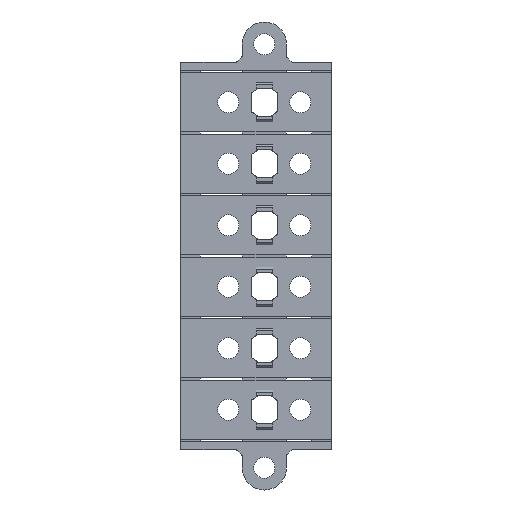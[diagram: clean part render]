
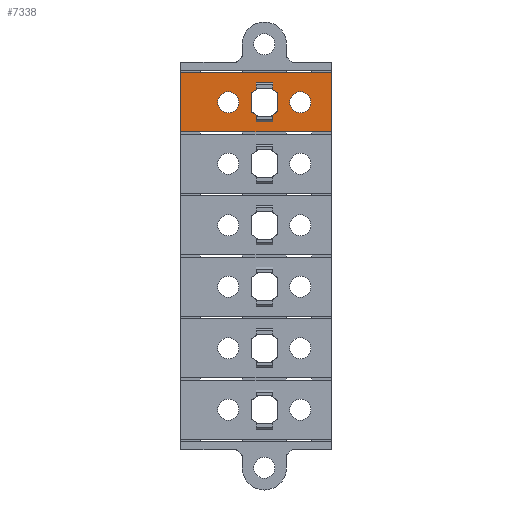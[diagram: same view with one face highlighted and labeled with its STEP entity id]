
A CAD part, left-side view. The second image highlights one B-rep face of the part: STEP entity #7338.
In plain terms, the highlighted planar face has unit normal (-1, 0, 0).
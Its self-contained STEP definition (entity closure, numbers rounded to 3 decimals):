
#1=DIRECTION('',(0.,0.,-1.));
#2=VECTOR('',#1,10.6);
#3=CARTESIAN_POINT('',(0.,-27.9,5.3));
#4=LINE('',#3,#2);
#5=DIRECTION('',(0.,1.,0.));
#6=VECTOR('',#5,27.2);
#7=CARTESIAN_POINT('',(0.,-27.9,-5.3));
#8=LINE('',#7,#6);
#9=DIRECTION('',(0.,0.,1.));
#10=VECTOR('',#9,10.6);
#11=CARTESIAN_POINT('',(0.,-0.7,-5.3));
#12=LINE('',#11,#10);
#13=DIRECTION('',(0.,1.,0.));
#14=VECTOR('',#13,27.2);
#15=CARTESIAN_POINT('',(0.,-27.9,5.3));
#16=LINE('',#15,#14);
#17=CARTESIAN_POINT('',(0.,-9.3,0.));
#18=DIRECTION('',(1.,0.,0.));
#19=DIRECTION('',(0.,0.,-1.));
#20=AXIS2_PLACEMENT_3D('',#17,#18,#19);
#22=CARTESIAN_POINT('',(0.,-9.3,0.));
#23=DIRECTION('',(1.,0.,0.));
#24=DIRECTION('',(0.,0.,1.));
#25=AXIS2_PLACEMENT_3D('',#22,#23,#24);
#27=CARTESIAN_POINT('',(0.,-22.3,0.));
#28=DIRECTION('',(-1.,0.,0.));
#29=DIRECTION('',(0.,0.,1.));
#30=AXIS2_PLACEMENT_3D('',#27,#28,#29);
#32=CARTESIAN_POINT('',(0.,-22.3,0.));
#33=DIRECTION('',(-1.,0.,0.));
#34=DIRECTION('',(0.,0.,-1.));
#35=AXIS2_PLACEMENT_3D('',#32,#33,#34);
#37=DIRECTION('',(0.,0.,1.));
#38=VECTOR('',#37,0.65);
#39=CARTESIAN_POINT('',(0.,-17.3,-3.15));
#40=LINE('',#39,#38);
#41=DIRECTION('',(0.,0.819,-0.574));
#42=VECTOR('',#41,1.24);
#43=CARTESIAN_POINT('',(0.,-18.022,-1.789));
#44=LINE('',#43,#42);
#45=CARTESIAN_POINT('',(0.,-17.85,-1.543));
#46=DIRECTION('',(1.,0.,0.));
#47=DIRECTION('',(0.,-1.,0.));
#48=AXIS2_PLACEMENT_3D('',#45,#46,#47);
#50=CARTESIAN_POINT('',(0.,-17.85,1.543));
#51=DIRECTION('',(1.,0.,0.));
#52=DIRECTION('',(0.,-0.574,0.819));
#53=AXIS2_PLACEMENT_3D('',#50,#51,#52);
#55=DIRECTION('',(0.,-0.819,-0.574));
#56=VECTOR('',#55,1.24);
#57=CARTESIAN_POINT('',(0.,-17.006,2.5));
#58=LINE('',#57,#56);
#59=DIRECTION('',(0.,0.,1.));
#60=VECTOR('',#59,0.65);
#61=CARTESIAN_POINT('',(0.,-17.3,2.5));
#62=LINE('',#61,#60);
#63=DIRECTION('',(0.,0.,1.));
#64=VECTOR('',#63,0.65);
#65=CARTESIAN_POINT('',(0.,-14.3,2.5));
#66=LINE('',#65,#64);
#67=DIRECTION('',(0.,-0.819,0.574));
#68=VECTOR('',#67,1.24);
#69=CARTESIAN_POINT('',(0.,-13.578,1.789));
#70=LINE('',#69,#68);
#71=CARTESIAN_POINT('',(0.,-13.75,1.543));
#72=DIRECTION('',(1.,0.,0.));
#73=DIRECTION('',(0.,1.,0.));
#74=AXIS2_PLACEMENT_3D('',#71,#72,#73);
#76=CARTESIAN_POINT('',(0.,-13.75,-1.543));
#77=DIRECTION('',(1.,0.,0.));
#78=DIRECTION('',(0.,0.574,-0.819));
#79=AXIS2_PLACEMENT_3D('',#76,#77,#78);
#81=DIRECTION('',(0.,0.819,0.574));
#82=VECTOR('',#81,1.24);
#83=CARTESIAN_POINT('',(0.,-14.594,-2.5));
#84=LINE('',#83,#82);
#85=DIRECTION('',(0.,0.,1.));
#86=VECTOR('',#85,0.65);
#87=CARTESIAN_POINT('',(0.,-14.3,-3.15));
#88=LINE('',#87,#86);
#5041=DIRECTION('',(0.,0.,-1.));
#5042=VECTOR('',#5041,3.086);
#5043=CARTESIAN_POINT('',(0.,-18.15,1.543));
#5044=LINE('',#5043,#5042);
#5109=DIRECTION('',(0.,0.,1.));
#5110=VECTOR('',#5109,3.086);
#5111=CARTESIAN_POINT('',(0.,-13.45,-1.543));
#5112=LINE('',#5111,#5110);
#5121=DIRECTION('',(0.,-1.,0.));
#5122=VECTOR('',#5121,0.294);
#5123=CARTESIAN_POINT('',(0.,-17.006,-2.5));
#5124=LINE('',#5123,#5122);
#5129=DIRECTION('',(0.,-1.,0.));
#5130=VECTOR('',#5129,0.294);
#5131=CARTESIAN_POINT('',(0.,-14.3,-2.5));
#5132=LINE('',#5131,#5130);
#5181=DIRECTION('',(0.,1.,0.));
#5182=VECTOR('',#5181,3.);
#5183=CARTESIAN_POINT('',(0.,-17.3,-3.15));
#5184=LINE('',#5183,#5182);
#5253=DIRECTION('',(0.,-1.,0.));
#5254=VECTOR('',#5253,3.);
#5255=CARTESIAN_POINT('',(0.,-14.3,3.15));
#5256=LINE('',#5255,#5254);
#5273=DIRECTION('',(0.,1.,0.));
#5274=VECTOR('',#5273,0.294);
#5275=CARTESIAN_POINT('',(0.,-14.594,2.5));
#5276=LINE('',#5275,#5274);
#5277=DIRECTION('',(0.,1.,0.));
#5278=VECTOR('',#5277,0.294);
#5279=CARTESIAN_POINT('',(0.,-17.3,2.5));
#5280=LINE('',#5279,#5278);
#5525=CARTESIAN_POINT('',(0.,-27.9,5.3));
#5526=CARTESIAN_POINT('',(0.,-27.9,-5.3));
#5527=VERTEX_POINT('',#5525);
#5528=VERTEX_POINT('',#5526);
#5529=CARTESIAN_POINT('',(0.,-0.7,-5.3));
#5530=CARTESIAN_POINT('',(0.,-0.7,5.3));
#5531=VERTEX_POINT('',#5529);
#5532=VERTEX_POINT('',#5530);
#5534=CARTESIAN_POINT('',(0.,-22.3,-1.9));
#5536=VERTEX_POINT('',#5534);
#5538=CARTESIAN_POINT('',(0.,-22.3,1.9));
#5540=VERTEX_POINT('',#5538);
#5541=CARTESIAN_POINT('',(0.,-9.3,-1.9));
#5542=CARTESIAN_POINT('',(0.,-9.3,1.9));
#5543=VERTEX_POINT('',#5541);
#5544=VERTEX_POINT('',#5542);
#5581=CARTESIAN_POINT('',(0.,-13.45,1.543));
#5582=CARTESIAN_POINT('',(0.,-13.578,1.789));
#5583=VERTEX_POINT('',#5581);
#5584=VERTEX_POINT('',#5582);
#5585=CARTESIAN_POINT('',(0.,-18.022,1.789));
#5586=CARTESIAN_POINT('',(0.,-18.15,1.543));
#5587=VERTEX_POINT('',#5585);
#5588=VERTEX_POINT('',#5586);
#5589=CARTESIAN_POINT('',(0.,-18.15,-1.543));
#5590=CARTESIAN_POINT('',(0.,-18.022,-1.789));
#5591=VERTEX_POINT('',#5589);
#5592=VERTEX_POINT('',#5590);
#5593=CARTESIAN_POINT('',(0.,-13.578,-1.789));
#5594=CARTESIAN_POINT('',(0.,-13.45,-1.543));
#5595=VERTEX_POINT('',#5593);
#5596=VERTEX_POINT('',#5594);
#5597=CARTESIAN_POINT('',(0.,-14.594,2.5));
#5598=VERTEX_POINT('',#5597);
#5599=CARTESIAN_POINT('',(0.,-17.006,2.5));
#5600=VERTEX_POINT('',#5599);
#5601=CARTESIAN_POINT('',(0.,-17.006,-2.5));
#5602=VERTEX_POINT('',#5601);
#5603=CARTESIAN_POINT('',(0.,-14.594,-2.5));
#5604=VERTEX_POINT('',#5603);
#6973=CARTESIAN_POINT('',(0.,-17.3,-3.15));
#6974=CARTESIAN_POINT('',(0.,-17.3,-2.5));
#6975=VERTEX_POINT('',#6973);
#6976=VERTEX_POINT('',#6974);
#6977=CARTESIAN_POINT('',(0.,-17.3,2.5));
#6978=CARTESIAN_POINT('',(0.,-17.3,3.15));
#6979=VERTEX_POINT('',#6977);
#6980=VERTEX_POINT('',#6978);
#6981=CARTESIAN_POINT('',(0.,-14.3,-3.15));
#6982=CARTESIAN_POINT('',(0.,-14.3,-2.5));
#6983=VERTEX_POINT('',#6981);
#6984=VERTEX_POINT('',#6982);
#6985=CARTESIAN_POINT('',(0.,-14.3,2.5));
#6986=CARTESIAN_POINT('',(0.,-14.3,3.15));
#6987=VERTEX_POINT('',#6985);
#6988=VERTEX_POINT('',#6986);
#7269=CARTESIAN_POINT('',(0.,0.,0.));
#7270=DIRECTION('',(1.,0.,0.));
#7271=DIRECTION('',(0.,0.,-1.));
#7272=AXIS2_PLACEMENT_3D('',#7269,#7270,#7271);
#7273=PLANE('',#7272);
#7275=ORIENTED_EDGE('',*,*,#7274,.T.);
#7277=ORIENTED_EDGE('',*,*,#7276,.T.);
#7279=ORIENTED_EDGE('',*,*,#7278,.T.);
#7281=ORIENTED_EDGE('',*,*,#7280,.F.);
#7282=EDGE_LOOP('',(#7275,#7277,#7279,#7281));
#7283=FACE_OUTER_BOUND('',#7282,.F.);
#7285=ORIENTED_EDGE('',*,*,#7284,.F.);
#7287=ORIENTED_EDGE('',*,*,#7286,.F.);
#7288=EDGE_LOOP('',(#7285,#7287));
#7289=FACE_BOUND('',#7288,.F.);
#7291=ORIENTED_EDGE('',*,*,#7290,.T.);
#7293=ORIENTED_EDGE('',*,*,#7292,.T.);
#7294=EDGE_LOOP('',(#7291,#7293));
#7295=FACE_BOUND('',#7294,.F.);
#7297=ORIENTED_EDGE('',*,*,#7296,.T.);
#7299=ORIENTED_EDGE('',*,*,#7298,.F.);
#7301=ORIENTED_EDGE('',*,*,#7300,.F.);
#7303=ORIENTED_EDGE('',*,*,#7302,.F.);
#7305=ORIENTED_EDGE('',*,*,#7304,.F.);
#7307=ORIENTED_EDGE('',*,*,#7306,.F.);
#7309=ORIENTED_EDGE('',*,*,#7308,.F.);
#7311=ORIENTED_EDGE('',*,*,#7310,.F.);
#7313=ORIENTED_EDGE('',*,*,#7312,.T.);
#7315=ORIENTED_EDGE('',*,*,#7314,.F.);
#7317=ORIENTED_EDGE('',*,*,#7316,.F.);
#7319=ORIENTED_EDGE('',*,*,#7318,.F.);
#7321=ORIENTED_EDGE('',*,*,#7320,.F.);
#7323=ORIENTED_EDGE('',*,*,#7322,.F.);
#7325=ORIENTED_EDGE('',*,*,#7324,.F.);
#7327=ORIENTED_EDGE('',*,*,#7326,.F.);
#7329=ORIENTED_EDGE('',*,*,#7328,.F.);
#7331=ORIENTED_EDGE('',*,*,#7330,.F.);
#7333=ORIENTED_EDGE('',*,*,#7332,.F.);
#7335=ORIENTED_EDGE('',*,*,#7334,.F.);
#7336=EDGE_LOOP('',(#7297,#7299,#7301,#7303,#7305,#7307,#7309,#7311,#7313,#7315,
#7317,#7319,#7321,#7323,#7325,#7327,#7329,#7331,#7333,#7335));
#7337=FACE_BOUND('',#7336,.F.);
#7338=ADVANCED_FACE('',(#7283,#7289,#7295,#7337),#7273,.F.);
#21=CIRCLE('',#20,1.9);
#26=CIRCLE('',#25,1.9);
#31=CIRCLE('',#30,1.9);
#36=CIRCLE('',#35,1.9);
#49=CIRCLE('',#48,0.3);
#54=CIRCLE('',#53,0.3);
#75=CIRCLE('',#74,0.3);
#80=CIRCLE('',#79,0.3);
#7274=EDGE_CURVE('',#5527,#5528,#4,.T.);
#7276=EDGE_CURVE('',#5528,#5531,#8,.T.);
#7278=EDGE_CURVE('',#5531,#5532,#12,.T.);
#7280=EDGE_CURVE('',#5527,#5532,#16,.T.);
#7284=EDGE_CURVE('',#5543,#5544,#21,.T.);
#7286=EDGE_CURVE('',#5544,#5543,#26,.T.);
#7290=EDGE_CURVE('',#5540,#5536,#31,.T.);
#7292=EDGE_CURVE('',#5536,#5540,#36,.T.);
#7296=EDGE_CURVE('',#6975,#6976,#40,.T.);
#7298=EDGE_CURVE('',#5602,#6976,#5124,.T.);
#7300=EDGE_CURVE('',#5592,#5602,#44,.T.);
#7302=EDGE_CURVE('',#5591,#5592,#49,.T.);
#7304=EDGE_CURVE('',#5588,#5591,#5044,.T.);
#7306=EDGE_CURVE('',#5587,#5588,#54,.T.);
#7308=EDGE_CURVE('',#5600,#5587,#58,.T.);
#7310=EDGE_CURVE('',#6979,#5600,#5280,.T.);
#7312=EDGE_CURVE('',#6979,#6980,#62,.T.);
#7314=EDGE_CURVE('',#6988,#6980,#5256,.T.);
#7316=EDGE_CURVE('',#6987,#6988,#66,.T.);
#7318=EDGE_CURVE('',#5598,#6987,#5276,.T.);
#7320=EDGE_CURVE('',#5584,#5598,#70,.T.);
#7322=EDGE_CURVE('',#5583,#5584,#75,.T.);
#7324=EDGE_CURVE('',#5596,#5583,#5112,.T.);
#7326=EDGE_CURVE('',#5595,#5596,#80,.T.);
#7328=EDGE_CURVE('',#5604,#5595,#84,.T.);
#7330=EDGE_CURVE('',#6984,#5604,#5132,.T.);
#7332=EDGE_CURVE('',#6983,#6984,#88,.T.);
#7334=EDGE_CURVE('',#6975,#6983,#5184,.T.);
